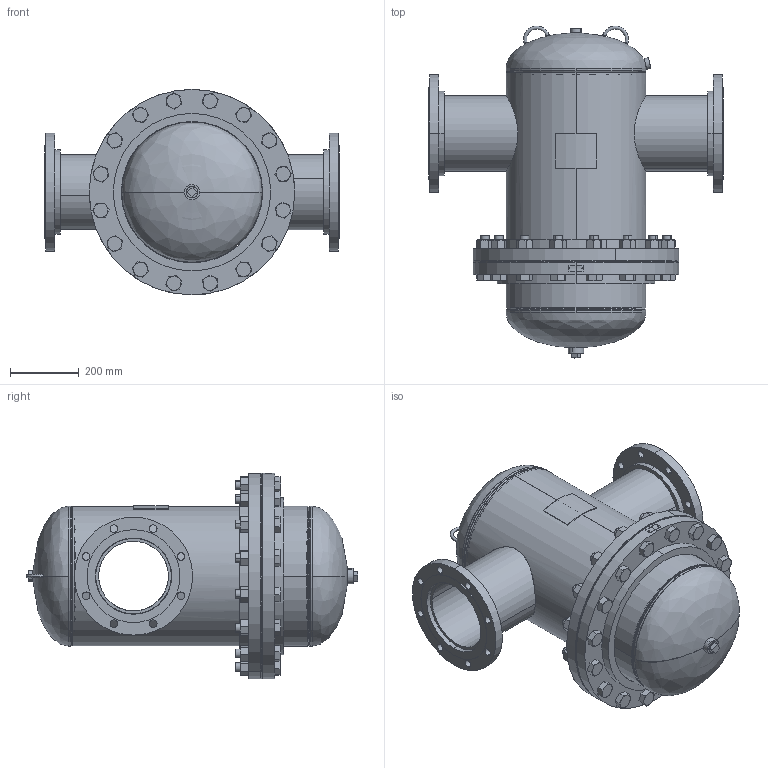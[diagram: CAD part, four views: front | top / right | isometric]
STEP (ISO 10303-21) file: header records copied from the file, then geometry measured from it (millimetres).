
FILE_DESCRIPTION (( 'STEP AP203' ), '1' );
FILE_NAME ('WVAD-8.STEP', '2021-03-11T18:54:58', ( '' ), ( '' ), 'SwSTEP 2.0', 'SolidWorks 2021', '' );
FILE_SCHEMA (( 'CONFIG_CONTROL_DESIGN' ));
Length unit declared in the file: inch
Products named in the file (17): 9500050; Garlock F.F. Gaskets 150# .0625 tk_9471016; 9461100; 9301120_10; 9461140; 9400540; 9600830_16" VERT; 99B3144; 9200080; PLUGS_9500150; 9800585_HHBOLT 1.0000-8x4.5x4.5-N; 9500030; 99M3580_20.5; WVAD-8; 9800640_HHNUT 1.0000-8-D-N; 99B3129
Assembly tree (51 placements, depth 2):
  WVAD-8
    99B3129
    99B3144
    9200080
    9200080
    9500030  x2
    9500050
    PLUGS_9500150
    9301120_10  x2
    9461100  x2
    9400540  x2
    9461140  x2
    Garlock F.F. Gaskets 150# .0625 tk_9471016
    9800585_HHBOLT 1.0000-8x4.5x4.5-N  x16
    9800640_HHNUT 1.0000-8-D-N  x16
    99M3580_20.5
    9600830_16" VERT
Bounding box: 854.08 x 964.36 x 597.7 mm (x, y, z)
Volume: 22342529.1 mm3; surface area: 5139294.5 mm2
Topology: 51 solids, 51 shells, 1115 faces, 2488 edges, 1500 vertices
Faces by surface type: cone 410, plane 333, cylinder 324, torus 28, bspline 20
Entity records: 17795 total; most frequent: CARTESIAN_POINT 7191, DIRECTION 1788, ORIENTED_EDGE 1508, AXIS2_PLACEMENT_3D 774, EDGE_CURVE 754, VERTEX_POINT 474, EDGE_LOOP 428, CIRCLE 424
